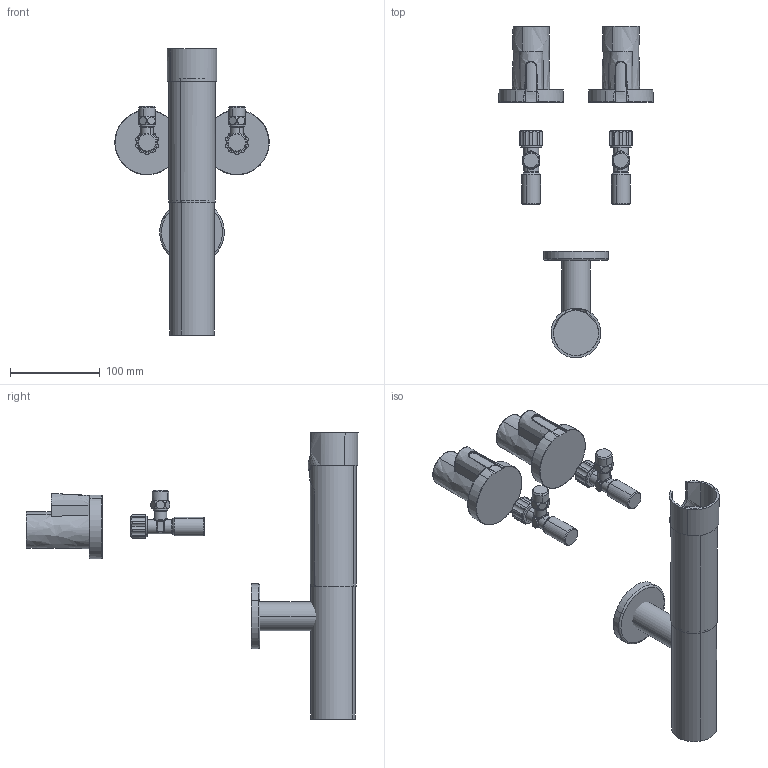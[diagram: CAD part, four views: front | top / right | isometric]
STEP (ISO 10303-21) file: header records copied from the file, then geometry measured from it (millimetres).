
FILE_DESCRIPTION(('CAx-IF Rec.Pracs.---Model Styling and Organization---1.2---2011-12-15','CAx-IF Rec.Pracs.---Geometric and Assembly Validation Properties---4.1---2014-06-16','CAx-IF Rec.Pracs.---PMI Polyline Presentation---2.0---2013-05-24'),'2;1');
FILE_NAME('1000116139_PPR_000.stp','2017-05-22T06:53:59+02:00',(''),(''),'STEP Interface 4.0.1101 by CT CoreTechnologie','3D_Evolution4.0.1101 by CT CoreTechnologie','');
FILE_SCHEMA(('AP203_CONFIGURATION_CONTROLLED_3D_DESIGN_OF_MECHANICAL_PARTS_AND_ASSEMBLIES_MIM_LF'));
Length unit declared in the file: millimetre
Products named in the file (8): P_2 Flowst.Siphon kpl.m.2Eckvent.u.Schub 1000116139_PPR_000_A0; P_2 Rohr Flowstar 1000005765_PPA_000_A1; P_2 Wandrohr 1 1_4_ Flowstar 1000115714_PPA_000_A0; P_2 Rohrverkleidung Flowstar 1000116141_PPA_000_A0; Ventilabdeckung Flowstar 1000004392_PPA_000_A0; P_2 Siphonrosette 1_1_4Zoll D72 1000004389_PPA_000_A0; P_2 ECKVENTIL_FA.SCHELL (Dummy) 1000116152_PPA_000_A0; P_2 Schuber Flowstar 1000115957_PPA_000_A0
Assembly tree (9 placements, depth 2):
  P_2 Flowst.Siphon kpl.m.2Eckvent.u.Schub 1000116139_PPR_000_A0
    P_2 Rohr Flowstar 1000005765_PPA_000_A1
    P_2 Wandrohr 1 1_4_ Flowstar 1000115714_PPA_000_A0
    P_2 Rohrverkleidung Flowstar 1000116141_PPA_000_A0
    Ventilabdeckung Flowstar 1000004392_PPA_000_A0
    P_2 Siphonrosette 1_1_4Zoll D72 1000004389_PPA_000_A0
    P_2 ECKVENTIL_FA.SCHELL (Dummy) 1000116152_PPA_000_A0  x2
    P_2 Schuber Flowstar 1000115957_PPA_000_A0  x2
Bounding box: 171.94 x 369.91 x 318.7 mm (x, y, z)
Volume: 1112903.1 mm3; surface area: 146922 mm2
Topology: 9 solids, 9 shells, 407 faces, 967 edges, 575 vertices
Faces by surface type: bspline 203, cylinder 127, plane 77
Entity records: 14825 total; most frequent: CARTESIAN_POINT 6973, ORIENTED_EDGE 1042, DIRECTION 955, EDGE_CURVE 521, AXIS2_PLACEMENT_3D 397, VERTEX_POINT 318, CIRCLE 269, EDGE_LOOP 233
